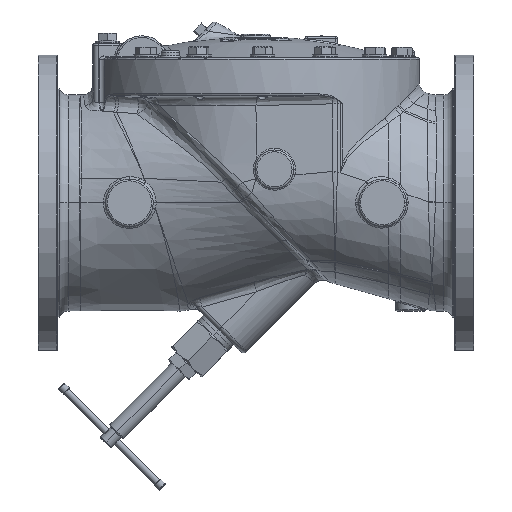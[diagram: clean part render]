
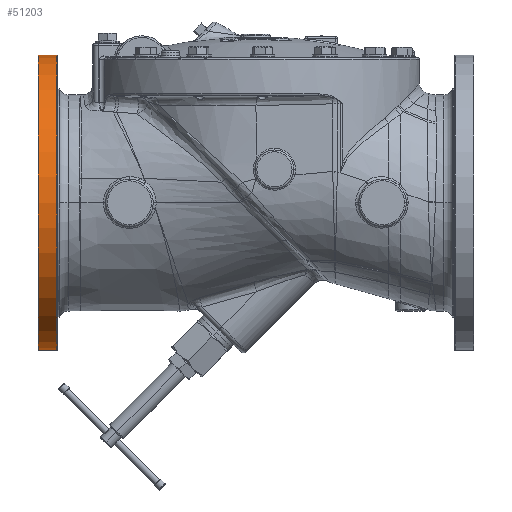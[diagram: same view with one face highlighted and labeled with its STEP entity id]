
A CAD part, top view. The second image highlights one B-rep face of the part: STEP entity #51203.
In plain terms, the highlighted cylindrical face has radius 266.7 mm (diameter 533.4 mm), a partial arc.
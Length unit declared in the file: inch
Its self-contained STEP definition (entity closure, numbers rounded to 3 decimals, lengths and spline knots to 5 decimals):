
#14785=DIRECTION('',(-1.,0.,0.));
#14786=VECTOR('',#14785,1.31466);
#14787=CARTESIAN_POINT('',(-14.18534,-10.5,0.));
#14788=LINE('',#14787,#14786);
#14794=DIRECTION('',(-1.,0.,0.));
#14795=VECTOR('',#14794,1.31466);
#14796=CARTESIAN_POINT('',(-14.18534,10.5,0.));
#14797=LINE('',#14796,#14795);
#14918=CARTESIAN_POINT('',(-15.5,0.,0.));
#14919=DIRECTION('',(1.,0.,0.));
#14920=DIRECTION('',(0.,1.,0.));
#14921=AXIS2_PLACEMENT_3D('',#14918,#14919,#14920);
#14923=CARTESIAN_POINT('',(-14.18534,0.,0.));
#14924=DIRECTION('',(-1.,0.,0.));
#14925=DIRECTION('',(0.,-1.,0.));
#14926=AXIS2_PLACEMENT_3D('',#14923,#14924,#14925);
#30601=CARTESIAN_POINT('',(-14.18534,10.5,0.));
#30602=CARTESIAN_POINT('',(-14.18534,-10.5,0.));
#30603=VERTEX_POINT('',#30601);
#30604=VERTEX_POINT('',#30602);
#30609=CARTESIAN_POINT('',(-15.5,10.5,0.));
#30610=CARTESIAN_POINT('',(-15.5,-10.5,0.));
#30611=VERTEX_POINT('',#30609);
#30612=VERTEX_POINT('',#30610);
#51192=CARTESIAN_POINT('',(-17.325,0.,0.));
#51193=DIRECTION('',(1.,0.,0.));
#51194=DIRECTION('',(0.,-1.,0.));
#51195=AXIS2_PLACEMENT_3D('',#51192,#51193,#51194);
#51196=CYLINDRICAL_SURFACE('',#51195,10.5);
#51197=ORIENTED_EDGE('',*,*,#51102,.F.);
#51198=ORIENTED_EDGE('',*,*,#51085,.F.);
#51199=ORIENTED_EDGE('',*,*,#51041,.F.);
#51200=ORIENTED_EDGE('',*,*,#51082,.T.);
#51201=EDGE_LOOP('',(#51197,#51198,#51199,#51200));
#51202=FACE_OUTER_BOUND('',#51201,.F.);
#14922=CIRCLE('',#14921,10.5);
#14927=CIRCLE('',#14926,10.5);
#51041=EDGE_CURVE('',#30604,#30603,#14927,.T.);
#51082=EDGE_CURVE('',#30604,#30612,#14788,.T.);
#51085=EDGE_CURVE('',#30603,#30611,#14797,.T.);
#51102=EDGE_CURVE('',#30611,#30612,#14922,.T.);
#51203=ADVANCED_FACE('',(#51202),#51196,.T.);
